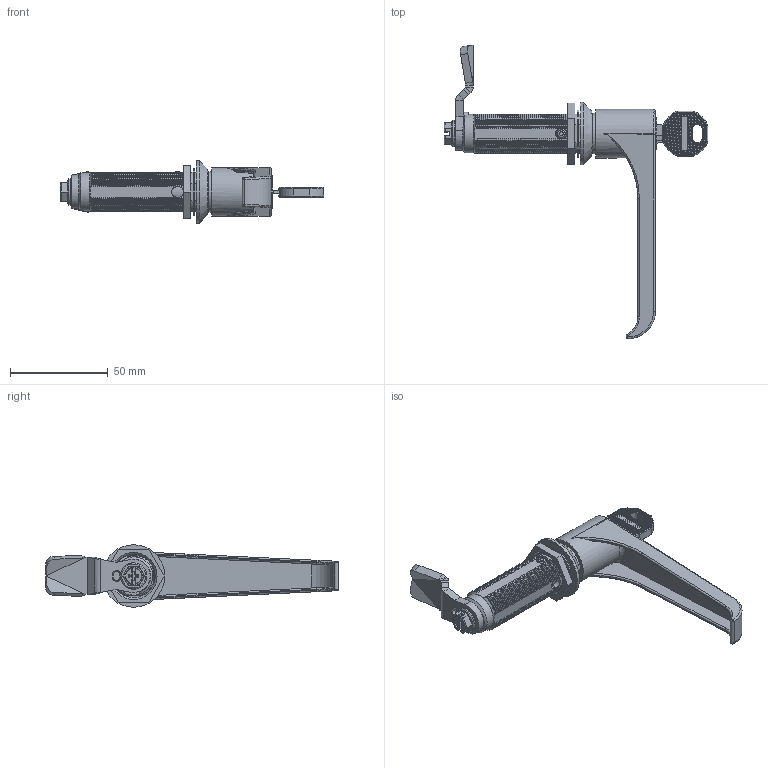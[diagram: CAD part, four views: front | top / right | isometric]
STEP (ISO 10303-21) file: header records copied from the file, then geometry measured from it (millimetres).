
FILE_DESCRIPTION(/* description */ (''),/* implementation_level */ '2;1');
FILE_NAME(/* name */ '50-020-0 with cam Installed.step',/* time_stamp */ '2020-08-26T10:45:51-04:00',/* author */ (''),/* organization */ (''),/* preprocessor_version */ 'ST-DEVELOPER v18.1',/* originating_system */ 'Autodesk Translation Framework v9.3.0.1241',/* authorisation */ '');
FILE_SCHEMA (('AUTOMOTIVE_DESIGN { 1 0 10303 214 3 1 1 }'));
Products named in the file (11): 50-020-0; 1000-B56_ASM; 1108-U2_RAUS_ASM; 1108-08-01; 1108-U35_ASM; 1108-14-333; 1108-15; 1108-15-01; 1108-27; 1108-24; 1108-25
Assembly tree (14 placements, depth 5):
  50-020-0
    1000-B56_ASM
      1108-U2_RAUS_ASM
        1108-08-01
        1108-U35_ASM
          1108-14-333
          1108-15
          1108-15-01
        1108-27
        1108-24
        1108-25  x5
Bounding box: 135 x 150.23 x 32 mm (x, y, z)
Volume: 51238.4 mm3; surface area: 36917 mm2
Topology: 8 solids, 69 shells, 3678 faces, 9882 edges, 6313 vertices
Faces by surface type: cylinder 2312, plane 872, bspline 441, torus 34, cone 15, sphere 4
Full cylindrical faces by diameter (mm): 2.6 x1, 4.95 x1, 5 x1, 5.1 x3, 5.5 x1, 5.6 x1, 8.4 x2, 8.65 x1, 9.9 x1, 10 x1, 11.8 x1, 12 x2, 12.8 x1, 13.5 x1, 14.8 x1, 15 x1, 16.1 x1, 16.7 x1, 17.2 x1, 19.6 x1, 20.8 x1, 21.5 x2, 25 x1, 32 x1
Entity records: 143736 total; most frequent: CARTESIAN_POINT 54500, ORIENTED_EDGE 19476, DIRECTION 18013, EDGE_CURVE 9738, AXIS2_PLACEMENT_3D 7186, VERTEX_POINT 6217, EDGE_LOOP 3687, LINE 3641
